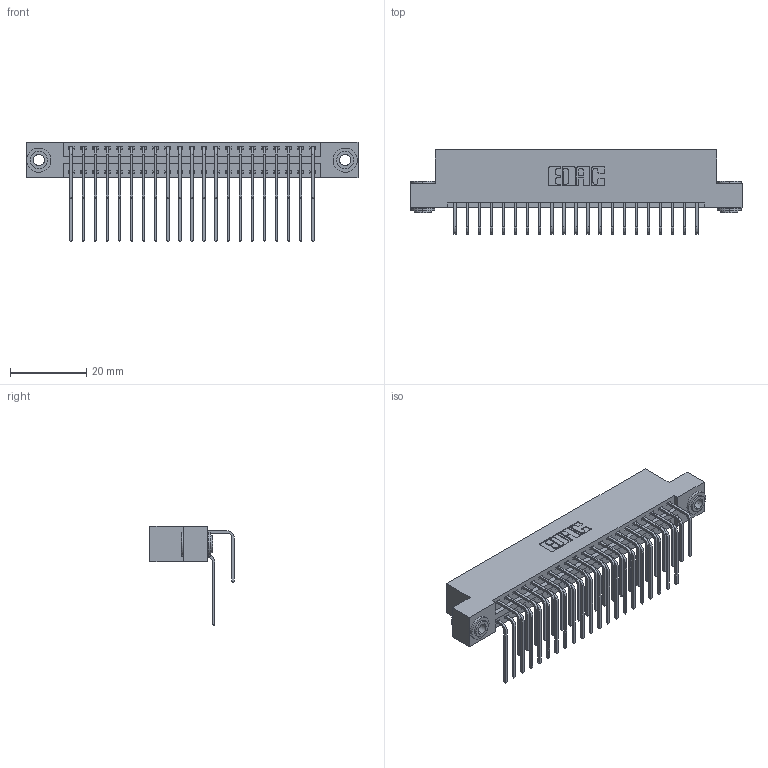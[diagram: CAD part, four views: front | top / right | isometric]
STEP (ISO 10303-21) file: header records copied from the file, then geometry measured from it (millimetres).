
FILE_DESCRIPTION (( 'STEP AP203' ), '1' );
FILE_NAME ('346-042-558-203.STEP', '2022-05-20T05:19:10', ( '' ), ( '' ), 'SwSTEP 2.0', 'SolidWorks 2020', '' );
FILE_SCHEMA (( 'CONFIG_CONTROL_DESIGN' ));
Length unit declared in the file: inch
Products named in the file (5): 346-042-558-203; 346 Part_Flush Mounting Lugs - 0.156 Dia-TH; 345-250-002_345-250-002-102; 345-292-001_558 559 Tail - 1; 345-292-001_558 Tail - 2
Assembly tree (45 placements, depth 2):
  346-042-558-203
    346 Part_Flush Mounting Lugs - 0.156 Dia-TH
    345-292-001_558 559 Tail - 1  x21
    345-292-001_558 Tail - 2  x21
    345-250-002_345-250-002-102  x2
Bounding box: 87.25 x 22.16 x 26.16 mm (x, y, z)
Volume: 8588.3 mm3; surface area: 12886.2 mm2
Topology: 45 solids, 45 shells, 2442 faces, 7203 edges, 4742 vertices
Faces by surface type: plane 1654, cylinder 780, cone 8
Entity records: 19382 total; most frequent: CARTESIAN_POINT 3256, ORIENTED_EDGE 3130, DIRECTION 2923, EDGE_CURVE 1565, VECTOR 1285, LINE 1285, VERTEX_POINT 1038, AXIS2_PLACEMENT_3D 819
